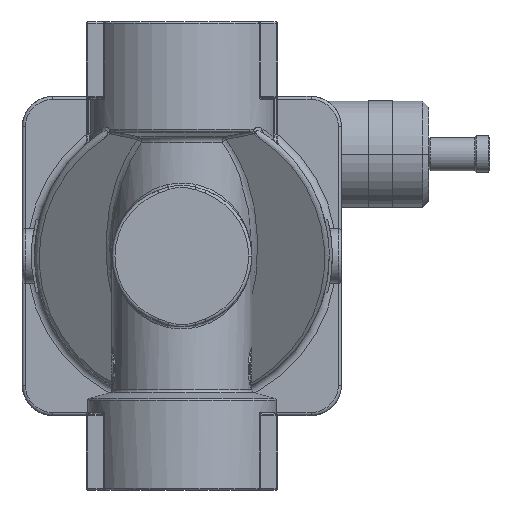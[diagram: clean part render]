
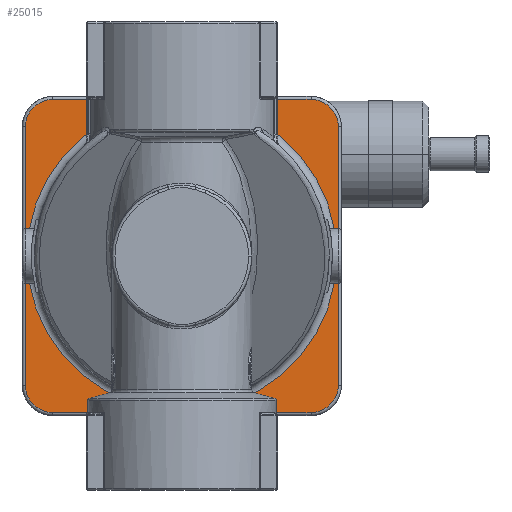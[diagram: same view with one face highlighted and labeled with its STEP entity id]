
A CAD part, front view. The second image highlights one B-rep face of the part: STEP entity #25015.
In plain terms, the highlighted planar face has unit normal (0, -1, 0).
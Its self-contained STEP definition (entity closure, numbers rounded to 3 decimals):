
#886 = EDGE_CURVE ( 'Defeature completata1_581+Defeature completata1_589+Defeature completata1_582+Defeature completata1_588', #93429, #71847, #71986, .T. ) ;
#1356 = DIRECTION ( 'NONE',  ( 1., 0., 0. ) ) ;
#2081 = DIRECTION ( 'NONE',  ( 1., 0., 0. ) ) ;
#6091 = VERTEX_POINT ( 'NONE', #82241 ) ;
#6621 = DIRECTION ( 'NONE',  ( 0., -1., 0. ) ) ;
#7337 = AXIS2_PLACEMENT_3D ( 'NONE', #44732, #101899, #22563 ) ;
#8057 = VERTEX_POINT ( 'NONE', #26920 ) ;
#8909 = DIRECTION ( 'NONE',  ( -1., 0., 0. ) ) ;
#10867 = VECTOR ( 'NONE', #8909, 1000. ) ;
#10893 = CIRCLE ( 'NONE', #56945, 9. ) ;
#13061 = DIRECTION ( 'NONE',  ( 1., 0., 0. ) ) ;
#13314 = CARTESIAN_POINT ( 'NONE',  ( 42.5, 0., 51.5 ) ) ;
#13668 = EDGE_CURVE ( 'Defeature completata1_581+Defeature completata1_582+Defeature completata1_583+Defeature completata1_589', #80688, #93429, #10893, .T. ) ;
#14723 = VERTEX_POINT ( 'NONE', #23613 ) ;
#14766 = PLANE ( 'NONE',  #63261 ) ;
#15301 = CARTESIAN_POINT ( 'NONE',  ( -42.5, 0., -51.5 ) ) ;
#16587 = EDGE_CURVE ( 'Defeature completata1_581+Defeature completata1_588+Defeature completata1_589+Defeature completata1_587', #71847, #14723, #27235, .T. ) ;
#17209 = CIRCLE ( 'NONE', #7337, 51. ) ;
#17486 = AXIS2_PLACEMENT_3D ( 'NONE', #97929, #18087, #2081 ) ;
#18087 = DIRECTION ( 'NONE',  ( 0., -1., 0. ) ) ;
#19757 = ORIENTED_EDGE ( 'NONE', *, *, #37188, .T. ) ;
#21006 = FACE_OUTER_BOUND ( 'NONE', #41843, .T. ) ;
#22004 = CARTESIAN_POINT ( 'NONE',  ( -42.5, 0., -42.5 ) ) ;
#22563 = DIRECTION ( 'NONE',  ( 1., 0., 0. ) ) ;
#23613 = CARTESIAN_POINT ( 'NONE',  ( 51.5, 0., -42.5 ) ) ;
#25015 = ADVANCED_FACE ( 'Defeature completata1_581', ( #21006, #91582 ), #14766, .F. ) ;
#26920 = CARTESIAN_POINT ( 'NONE',  ( -42.5, 0., 51.5 ) ) ;
#27235 = CIRCLE ( 'NONE', #84816, 9. ) ;
#27547 = EDGE_CURVE ( 'Defeature completata1_581+Defeature completata1_580+Defeature completata1_580+Defeature completata1_580', #76924, #100975, #17209, .T. ) ;
#27829 = DIRECTION ( 'NONE',  ( 0., 0., 1. ) ) ;
#28991 = ORIENTED_EDGE ( 'NONE', *, *, #34783, .T. ) ;
#31517 = DIRECTION ( 'NONE',  ( 0., 1., 0. ) ) ;
#31831 = CARTESIAN_POINT ( 'NONE',  ( -42.5, 0., -42.5 ) ) ;
#33894 = CIRCLE ( 'NONE', #17486, 9. ) ;
#34783 = EDGE_CURVE ( 'Defeature completata1_581+Defeature completata1_585+Defeature completata1_586+Defeature completata1_584', #91982, #8057, #63588, .T. ) ;
#36020 = VECTOR ( 'NONE', #1356, 1000. ) ;
#36572 = CARTESIAN_POINT ( 'NONE',  ( 51.5, 0., -42.5 ) ) ;
#37188 = EDGE_CURVE ( 'Defeature completata1_581+Defeature completata1_587+Defeature completata1_588+Defeature completata1_586', #14723, #6091, #83457, .T. ) ;
#40509 = AXIS2_PLACEMENT_3D ( 'NONE', #71688, #31517, #46972 ) ;
#41843 = EDGE_LOOP ( 'NONE', ( #63759, #19757, #84279, #28991, #50524, #87745, #72656, #44845 ) ) ;
#43572 = CARTESIAN_POINT ( 'NONE',  ( -51.5, 0., -42.5 ) ) ;
#44732 = CARTESIAN_POINT ( 'NONE',  ( 0., 0., 0. ) ) ;
#44845 = ORIENTED_EDGE ( 'NONE', *, *, #886, .T. ) ;
#45522 = VECTOR ( 'NONE', #98704, 1000. ) ;
#46882 = CARTESIAN_POINT ( 'NONE',  ( -51., 0., 0. ) ) ;
#46972 = DIRECTION ( 'NONE',  ( 1., 0., 0. ) ) ;
#47191 = CARTESIAN_POINT ( 'NONE',  ( -42.5, 0., -51.5 ) ) ;
#48642 = CARTESIAN_POINT ( 'NONE',  ( -42.5, 0., 51.5 ) ) ;
#50152 = EDGE_CURVE ( 'Defeature completata1_581+Defeature completata1_586+Defeature completata1_587+Defeature completata1_585', #6091, #91982, #65633, .T. ) ;
#50517 = CARTESIAN_POINT ( 'NONE',  ( 42.5, 0., 42.5 ) ) ;
#50524 = ORIENTED_EDGE ( 'NONE', *, *, #71210, .T. ) ;
#52280 = CARTESIAN_POINT ( 'NONE',  ( 42.5, 0., -42.5 ) ) ;
#52538 = AXIS2_PLACEMENT_3D ( 'NONE', #50517, #82423, #66979 ) ;
#54457 = DIRECTION ( 'NONE',  ( 1., 0., 0. ) ) ;
#56945 = AXIS2_PLACEMENT_3D ( 'NONE', #31831, #6621, #70001 ) ;
#57217 = VECTOR ( 'NONE', #27829, 1000. ) ;
#58159 = ORIENTED_EDGE ( 'NONE', *, *, #27547, .T. ) ;
#59956 = DIRECTION ( 'NONE',  ( 0., -1., 0. ) ) ;
#60551 = LINE ( 'NONE', #43572, #45522 ) ;
#62440 = ORIENTED_EDGE ( 'NONE', *, *, #71037, .T. ) ;
#63261 = AXIS2_PLACEMENT_3D ( 'NONE', #22004, #77657, #54457 ) ;
#63588 = LINE ( 'NONE', #48642, #10867 ) ;
#63759 = ORIENTED_EDGE ( 'NONE', *, *, #16587, .T. ) ;
#65633 = CIRCLE ( 'NONE', #52538, 9. ) ;
#66571 = EDGE_LOOP ( 'NONE', ( #58159, #62440 ) ) ;
#66979 = DIRECTION ( 'NONE',  ( 1., 0., 0. ) ) ;
#67561 = CARTESIAN_POINT ( 'NONE',  ( -51.5, 0., -42.5 ) ) ;
#68313 = CARTESIAN_POINT ( 'NONE',  ( 51., 0., 0. ) ) ;
#70001 = DIRECTION ( 'NONE',  ( 1., 0., 0. ) ) ;
#71037 = EDGE_CURVE ( 'Defeature completata1_581+Defeature completata1_580+Defeature completata1_580+Defeature completata1_580', #100975, #76924, #96427, .T. ) ;
#71210 = EDGE_CURVE ( 'Defeature completata1_581+Defeature completata1_584+Defeature completata1_585+Defeature completata1_583', #8057, #79049, #33894, .T. ) ;
#71688 = CARTESIAN_POINT ( 'NONE',  ( 0., 0., 0. ) ) ;
#71839 = EDGE_CURVE ( 'Defeature completata1_581+Defeature completata1_583+Defeature completata1_584+Defeature completata1_582', #79049, #80688, #60551, .T. ) ;
#71847 = VERTEX_POINT ( 'NONE', #76535 ) ;
#71986 = LINE ( 'NONE', #15301, #36020 ) ;
#72656 = ORIENTED_EDGE ( 'NONE', *, *, #13668, .T. ) ;
#76535 = CARTESIAN_POINT ( 'NONE',  ( 42.5, 0., -51.5 ) ) ;
#76924 = VERTEX_POINT ( 'NONE', #68313 ) ;
#77657 = DIRECTION ( 'NONE',  ( 0., 1., 0. ) ) ;
#79049 = VERTEX_POINT ( 'NONE', #95594 ) ;
#80688 = VERTEX_POINT ( 'NONE', #67561 ) ;
#82241 = CARTESIAN_POINT ( 'NONE',  ( 51.5, 0., 42.5 ) ) ;
#82423 = DIRECTION ( 'NONE',  ( 0., -1., 0. ) ) ;
#83457 = LINE ( 'NONE', #36572, #57217 ) ;
#84279 = ORIENTED_EDGE ( 'NONE', *, *, #50152, .T. ) ;
#84816 = AXIS2_PLACEMENT_3D ( 'NONE', #52280, #59956, #13061 ) ;
#87745 = ORIENTED_EDGE ( 'NONE', *, *, #71839, .T. ) ;
#91582 = FACE_BOUND ( 'NONE', #66571, .T. ) ;
#91982 = VERTEX_POINT ( 'NONE', #13314 ) ;
#93429 = VERTEX_POINT ( 'NONE', #47191 ) ;
#95594 = CARTESIAN_POINT ( 'NONE',  ( -51.5, 0., 42.5 ) ) ;
#96427 = CIRCLE ( 'NONE', #40509, 51. ) ;
#97929 = CARTESIAN_POINT ( 'NONE',  ( -42.5, 0., 42.5 ) ) ;
#98704 = DIRECTION ( 'NONE',  ( 0., 0., -1. ) ) ;
#100975 = VERTEX_POINT ( 'NONE', #46882 ) ;
#101899 = DIRECTION ( 'NONE',  ( 0., 1., 0. ) ) ;
